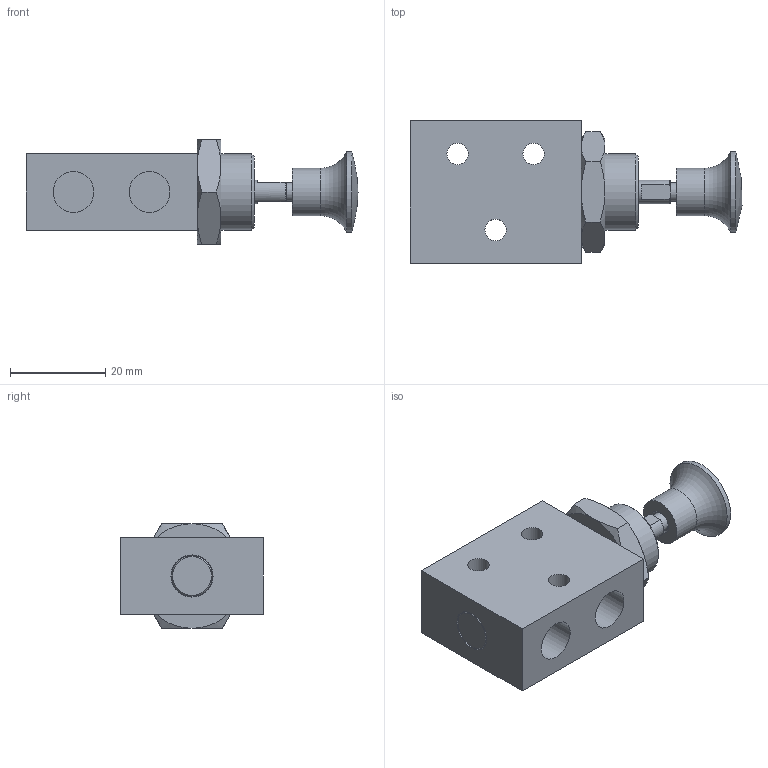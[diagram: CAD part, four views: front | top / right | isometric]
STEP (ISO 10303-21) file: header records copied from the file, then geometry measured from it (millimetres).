
FILE_DESCRIPTION (( 'STEP AP214' ), '1' );
FILE_NAME ('TK-28-320_Airtec.step', '2018-11-15T16:03:05', ( '' ), ( '' ), 'SwSTEP 2.0', 'SolidWorks 2010', '' );
FILE_SCHEMA (( 'AUTOMOTIVE_DESIGN' ));
Length unit declared in the file: millimetre
Products named in the file (1): TK-28-320_Airtec
Bounding box: 69.83 x 30 x 22 mm (x, y, z)
Volume: 20192.6 mm3; surface area: 7350.8 mm2
Topology: 1 solids, 1 shells, 66 faces, 142 edges, 87 vertices
Faces by surface type: plane 30, cone 19, cylinder 13, torus 3, sphere 1
Full cylindrical faces by diameter (mm): 4 x1, 4.5 x3, 5 x1, 8.566 x3, 8.6 x2, 10 x1, 16 x1, 17 x1
Entity records: 1991 total; most frequent: CARTESIAN_POINT 365, DIRECTION 278, ORIENTED_EDGE 232, AXIS2_PLACEMENT_3D 123, EDGE_CURVE 116, EDGE_LOOP 102, VERTEX_POINT 82, FACE_OUTER_BOUND 80
